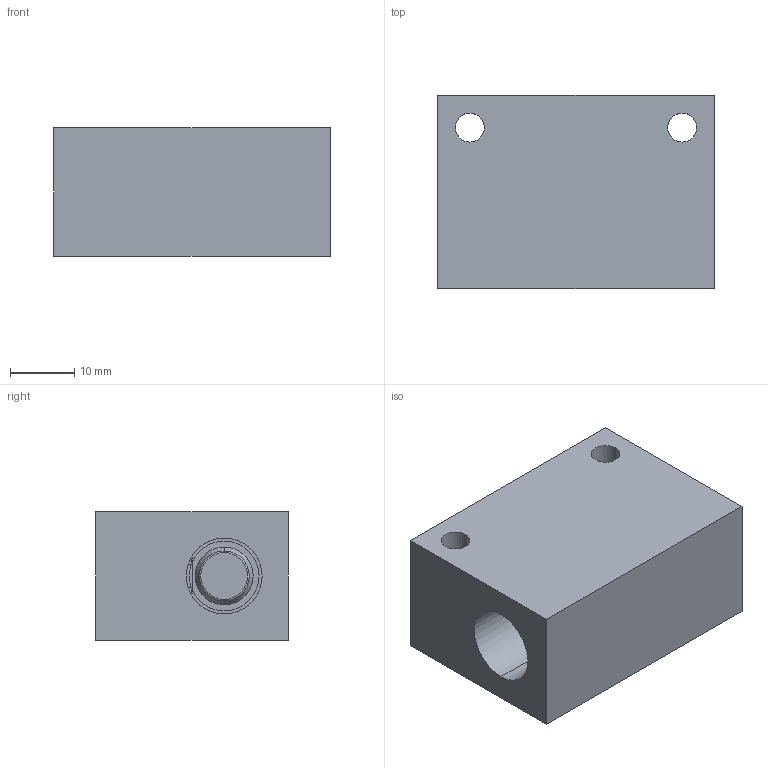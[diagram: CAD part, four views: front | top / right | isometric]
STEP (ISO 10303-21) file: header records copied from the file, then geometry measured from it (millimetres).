
FILE_DESCRIPTION (( 'STEP AP203' ), '1' );
FILE_NAME ('08_127_4.STEP', '2016-04-05T13:12:32', ( '' ), ( '' ), 'SwSTEP 2.0', 'SolidWorks 2016', '' );
FILE_SCHEMA (( 'CONFIG_CONTROL_DESIGN' ));
Length unit declared in the file: millimetre
Products named in the file (1): 08_127_4
Bounding box: 43 x 30 x 20 mm (x, y, z)
Volume: 19506.2 mm3; surface area: 7981.3 mm2
Topology: 1 solids, 1 shells, 40 faces, 106 edges, 70 vertices
Faces by surface type: cylinder 18, plane 18, cone 2, torus 2
Entity records: 1367 total; most frequent: CARTESIAN_POINT 239, DIRECTION 232, ORIENTED_EDGE 212, EDGE_CURVE 106, AXIS2_PLACEMENT_3D 91, VERTEX_POINT 70, LINE 50, EDGE_LOOP 50
